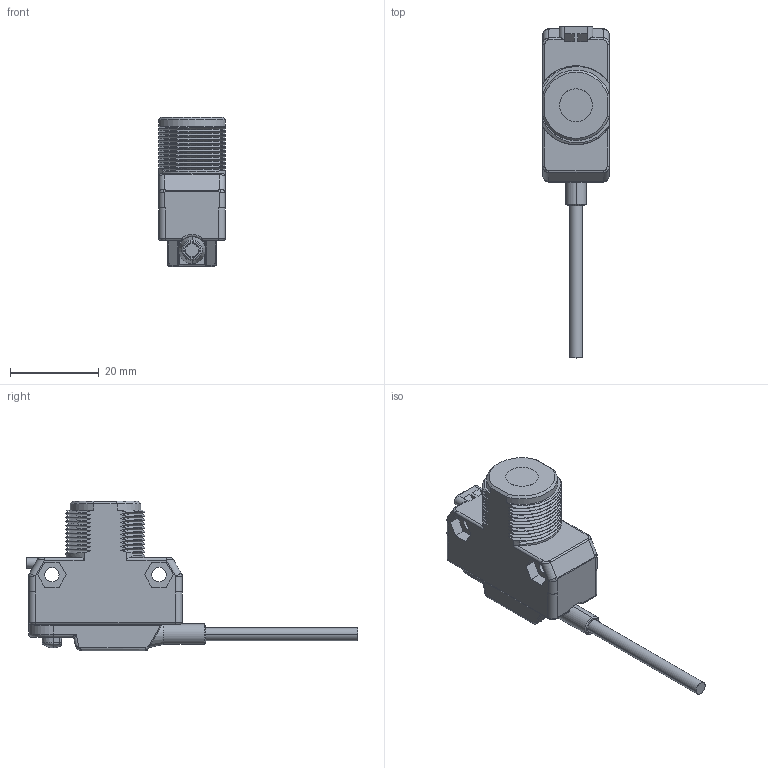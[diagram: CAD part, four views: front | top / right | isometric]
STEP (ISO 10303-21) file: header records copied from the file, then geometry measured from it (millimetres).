
FILE_DESCRIPTION((''),'2;1');
FILE_NAME('148170_SW','2010-05-27T',('banengservice'),('BANNER ENGINEERING'),'PRO/ENGINEER BY PARAMETRIC TECHNOLOGY CORPORATION, 2009141','PRO/ENGINEER BY PARAMETRIC TECHNOLOGY CORPORATION, 2009141','');
FILE_SCHEMA(('CONFIG_CONTROL_DESIGN'));
Length unit declared in the file: inch
Products named in the file (1): 148170_SW
Bounding box: 15 x 74.71 x 33.6 mm (x, y, z)
Volume: 7473.1 mm3; surface area: 7933.4 mm2
Topology: 2 solids, 3 shells, 795 faces, 1990 edges, 1227 vertices
Faces by surface type: plane 335, cylinder 262, bspline 109, torus 53, cone 23, sphere 13
Entity records: 29968 total; most frequent: CARTESIAN_POINT 11654, ORIENTED_EDGE 3974, DIRECTION 3556, EDGE_CURVE 1987, AXIS2_PLACEMENT_3D 1228, VERTEX_POINT 1227, VECTOR 1100, LINE 1100
